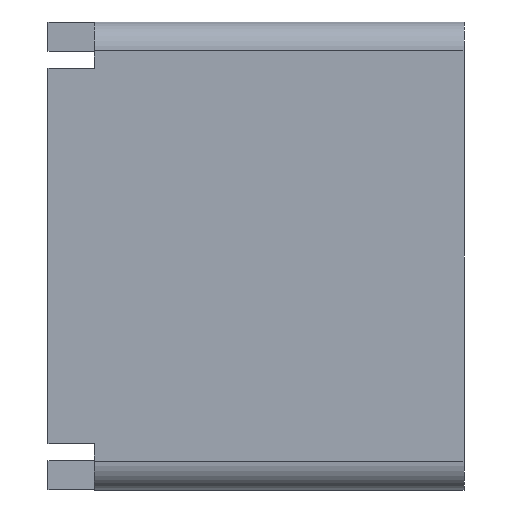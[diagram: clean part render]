
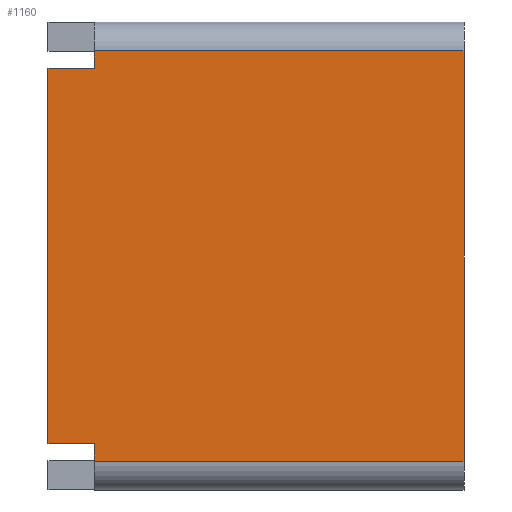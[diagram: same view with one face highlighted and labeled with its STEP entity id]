
A CAD part, left-side view. The second image highlights one B-rep face of the part: STEP entity #1160.
In plain terms, the highlighted planar face has unit normal (-1, 0, 0).
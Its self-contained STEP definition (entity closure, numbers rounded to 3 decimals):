
#110=LINE('',#1754,#222);
#118=LINE('',#1771,#230);
#129=LINE('',#1802,#241);
#134=LINE('',#1814,#246);
#156=LINE('',#1874,#268);
#157=LINE('',#1876,#269);
#158=LINE('',#1878,#270);
#159=LINE('',#1879,#271);
#222=VECTOR('',#1396,10.);
#230=VECTOR('',#1410,10.);
#241=VECTOR('',#1435,10.);
#246=VECTOR('',#1444,10.);
#268=VECTOR('',#1496,10.);
#269=VECTOR('',#1497,10.);
#270=VECTOR('',#1498,10.);
#271=VECTOR('',#1499,10.);
#355=FACE_OUTER_BOUND('',#417,.T.);
#417=EDGE_LOOP('',(#897,#898,#899,#900,#901,#902,#903,#904));
#547=VERTEX_POINT('',#1751);
#548=VERTEX_POINT('',#1753);
#554=VERTEX_POINT('',#1769);
#565=VERTEX_POINT('',#1798);
#567=VERTEX_POINT('',#1801);
#572=VERTEX_POINT('',#1813);
#596=VERTEX_POINT('',#1875);
#597=VERTEX_POINT('',#1877);
#657=EDGE_CURVE('',#548,#547,#110,.T.);
#666=EDGE_CURVE('',#547,#554,#118,.T.);
#680=EDGE_CURVE('',#567,#565,#129,.T.);
#686=EDGE_CURVE('',#572,#567,#134,.T.);
#717=EDGE_CURVE('',#572,#554,#156,.T.);
#718=EDGE_CURVE('',#596,#565,#157,.T.);
#719=EDGE_CURVE('',#596,#597,#158,.T.);
#720=EDGE_CURVE('',#548,#597,#159,.T.);
#897=ORIENTED_EDGE('',*,*,#657,.T.);
#898=ORIENTED_EDGE('',*,*,#666,.T.);
#899=ORIENTED_EDGE('',*,*,#717,.F.);
#900=ORIENTED_EDGE('',*,*,#686,.T.);
#901=ORIENTED_EDGE('',*,*,#680,.T.);
#902=ORIENTED_EDGE('',*,*,#718,.F.);
#903=ORIENTED_EDGE('',*,*,#719,.T.);
#904=ORIENTED_EDGE('',*,*,#720,.F.);
#1114=PLANE('',#1262);
#1160=ADVANCED_FACE('',(#355),#1114,.T.);
#1262=AXIS2_PLACEMENT_3D('',#1873,#1494,#1495);
#1396=DIRECTION('',(0.,0.,-1.));
#1410=DIRECTION('',(0.,1.,0.));
#1435=DIRECTION('',(0.,0.,-1.));
#1444=DIRECTION('',(0.,-1.,0.));
#1494=DIRECTION('center_axis',(-1.,0.,0.));
#1495=DIRECTION('ref_axis',(0.,0.,1.));
#1496=DIRECTION('',(0.,0.,1.));
#1497=DIRECTION('',(0.,1.,0.));
#1498=DIRECTION('',(0.,0.,1.));
#1499=DIRECTION('',(0.,-1.,0.));
#1751=CARTESIAN_POINT('',(-27.,32.,34.5));
#1753=CARTESIAN_POINT('',(-27.,32.,36.));
#1754=CARTESIAN_POINT('',(-27.,32.,17.25));
#1769=CARTESIAN_POINT('',(-27.,36.,34.5));
#1771=CARTESIAN_POINT('',(-27.,18.,34.5));
#1798=CARTESIAN_POINT('',(-27.,32.,0.5));
#1801=CARTESIAN_POINT('',(-27.,32.,2.));
#1802=CARTESIAN_POINT('',(-27.,32.,-1.));
#1813=CARTESIAN_POINT('',(-27.,36.,2.));
#1814=CARTESIAN_POINT('',(-27.,18.,2.));
#1873=CARTESIAN_POINT('Origin',(-27.,0.,-2.));
#1874=CARTESIAN_POINT('',(-27.,36.,-2.));
#1875=CARTESIAN_POINT('',(-27.,0.,0.5));
#1876=CARTESIAN_POINT('',(-27.,0.,0.5));
#1877=CARTESIAN_POINT('',(-27.,0.,36.));
#1878=CARTESIAN_POINT('',(-27.,0.,-2.));
#1879=CARTESIAN_POINT('',(-27.,0.,36.));
